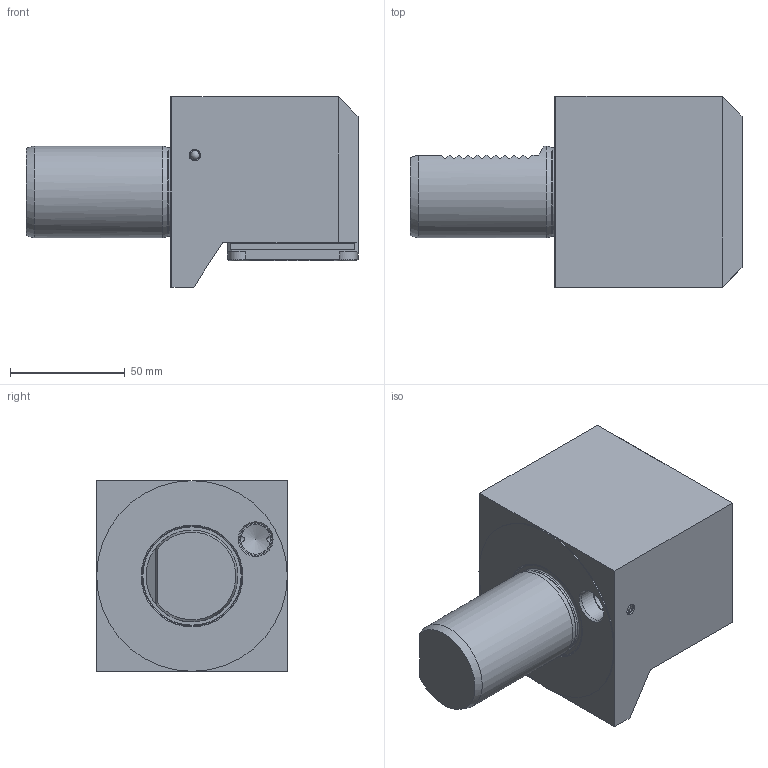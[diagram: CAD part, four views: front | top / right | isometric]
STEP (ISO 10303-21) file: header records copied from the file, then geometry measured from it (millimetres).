
FILE_DESCRIPTION (( 'STEP AP214' ), '1' );
FILE_NAME ('REA.PS5.VD4.053.STEP', '2020-05-20T12:07:11', ( '' ), ( '' ), 'SwSTEP 2.0', 'SolidWorks 2017', '' );
FILE_SCHEMA (( 'AUTOMOTIVE_DESIGN' ));
Length unit declared in the file: millimetre
Products named in the file (15): U50-PS5.ERx.013_A_Links gewinde; U50-PS5.029.008_C; DIN 3771 - 48x1.5_vorgespannt; DIN 6325_ø4x12_2x6; DIN 3771 - 46x2; U50-PS5.ERx.013_A; DIN 7984 - M6 x 16; ISO 4762 - M4 x 30_PreviewCfg; KVT_MB_600_050; U50-PS5.ER1.030_A; U50-PS5.ER1.046_A; REA-PS5.VD4.053_A; U50-PS5.058.008; REA.PS5.VD4.053; ISO 8752 3x10
Assembly tree (19 placements, depth 3):
  REA.PS5.VD4.053
    REA-PS5.VD4.053_A
    U50-PS5.058.008
      U50-PS5.029.008_C
      U50-PS5.ER1.030_A
      DIN 3771 - 46x2
      ISO 4762 - M4 x 30_PreviewCfg  x2
      U50-PS5.ERx.013_A
      U50-PS5.ERx.013_A_Links gewinde
      U50-PS5.ER1.046_A
      DIN 6325_ø4x12_2x6  x2
      DIN 7984 - M6 x 16  x4
      ISO 8752 3x10
      DIN 3771 - 48x1.5_vorgespannt
    KVT_MB_600_050
Bounding box: 144.5 x 83 x 83 mm (x, y, z)
Volume: 490980.7 mm3; surface area: 91222.4 mm2
Topology: 19 solids, 19 shells, 541 faces, 1350 edges, 849 vertices
Faces by surface type: plane 283, cone 121, cylinder 108, torus 22, sphere 5, bspline 2
Full cylindrical faces by diameter (mm): 3 x1, 3.3 x2, 4 x7, 4.2 x6, 5 x10, 6 x4, 6.2 x4, 7 x3, 7.8 x1, 9 x2, 10 x6, 13 x1, 14 x1, 27 x1, 38.7 x1, 39.2 x1, 40 x1, 46.5 x1, 46.8 x1, 49.7 x2, 50 x4, 83 x1
Entity records: 15377 total; most frequent: CARTESIAN_POINT 4450, DIRECTION 2014, ORIENTED_EDGE 2012, EDGE_CURVE 1006, AXIS2_PLACEMENT_3D 790, VERTEX_POINT 696, EDGE_LOOP 602, FACE_OUTER_BOUND 511
